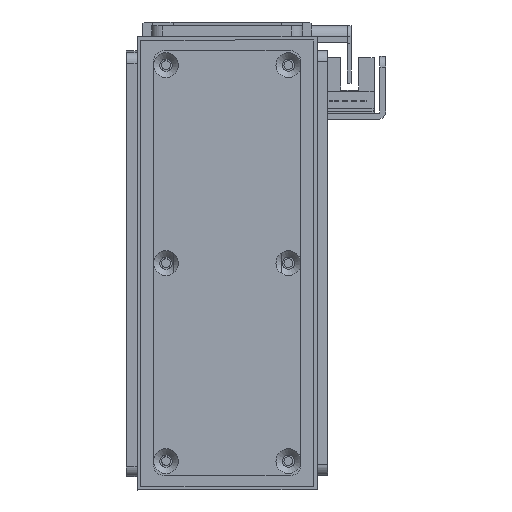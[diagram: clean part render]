
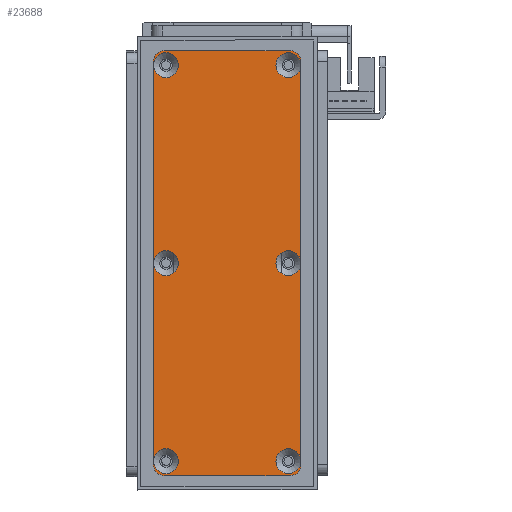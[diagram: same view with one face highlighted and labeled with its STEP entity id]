
A CAD part, front view. The second image highlights one B-rep face of the part: STEP entity #23688.
In plain terms, the highlighted face is planar.
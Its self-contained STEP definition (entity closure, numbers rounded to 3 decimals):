
#972=FACE_BOUND('',#4385,.T.);
#973=FACE_BOUND('',#4386,.T.);
#974=FACE_BOUND('',#4387,.T.);
#975=FACE_BOUND('',#4388,.T.);
#976=FACE_BOUND('',#4389,.T.);
#977=FACE_BOUND('',#4390,.T.);
#1564=PLANE('',#26397);
#2712=FACE_OUTER_BOUND('',#4384,.T.);
#4384=EDGE_LOOP('',(#21030,#21031,#21032,#21033,#21034,#21035,#21036,#21037));
#4385=EDGE_LOOP('',(#21038));
#4386=EDGE_LOOP('',(#21039));
#4387=EDGE_LOOP('',(#21040));
#4388=EDGE_LOOP('',(#21041));
#4389=EDGE_LOOP('',(#21042));
#4390=EDGE_LOOP('',(#21043));
#6409=LINE('',#40609,#8584);
#6413=LINE('',#40621,#8588);
#6417=LINE('',#40633,#8592);
#6421=LINE('',#40643,#8596);
#8584=VECTOR('',#32498,10.);
#8588=VECTOR('',#32510,10.);
#8592=VECTOR('',#32522,10.);
#8596=VECTOR('',#32534,10.);
#9777=CIRCLE('',#26351,3.45);
#9780=CIRCLE('',#26356,3.45);
#9783=CIRCLE('',#26361,3.45);
#9786=CIRCLE('',#26366,3.45);
#9789=CIRCLE('',#26371,3.45);
#9792=CIRCLE('',#26376,3.45);
#9796=CIRCLE('',#26382,3.);
#9798=CIRCLE('',#26386,3.);
#9800=CIRCLE('',#26390,3.);
#9802=CIRCLE('',#26394,3.);
#11798=VERTEX_POINT('',#40537);
#11801=VERTEX_POINT('',#40547);
#11804=VERTEX_POINT('',#40557);
#11807=VERTEX_POINT('',#40567);
#11810=VERTEX_POINT('',#40577);
#11813=VERTEX_POINT('',#40587);
#11818=VERTEX_POINT('',#40600);
#11819=VERTEX_POINT('',#40602);
#11821=VERTEX_POINT('',#40608);
#11823=VERTEX_POINT('',#40614);
#11825=VERTEX_POINT('',#40620);
#11827=VERTEX_POINT('',#40626);
#11829=VERTEX_POINT('',#40632);
#11831=VERTEX_POINT('',#40638);
#14907=EDGE_CURVE('',#11798,#11798,#9777,.T.);
#14912=EDGE_CURVE('',#11801,#11801,#9780,.T.);
#14917=EDGE_CURVE('',#11804,#11804,#9783,.T.);
#14922=EDGE_CURVE('',#11807,#11807,#9786,.T.);
#14927=EDGE_CURVE('',#11810,#11810,#9789,.T.);
#14932=EDGE_CURVE('',#11813,#11813,#9792,.T.);
#14939=EDGE_CURVE('',#11819,#11818,#9796,.T.);
#14942=EDGE_CURVE('',#11821,#11819,#6409,.T.);
#14945=EDGE_CURVE('',#11823,#11821,#9798,.T.);
#14948=EDGE_CURVE('',#11825,#11823,#6413,.T.);
#14951=EDGE_CURVE('',#11827,#11825,#9800,.T.);
#14954=EDGE_CURVE('',#11829,#11827,#6417,.T.);
#14957=EDGE_CURVE('',#11831,#11829,#9802,.T.);
#14960=EDGE_CURVE('',#11818,#11831,#6421,.T.);
#21030=ORIENTED_EDGE('',*,*,#14960,.T.);
#21031=ORIENTED_EDGE('',*,*,#14957,.T.);
#21032=ORIENTED_EDGE('',*,*,#14954,.T.);
#21033=ORIENTED_EDGE('',*,*,#14951,.T.);
#21034=ORIENTED_EDGE('',*,*,#14948,.T.);
#21035=ORIENTED_EDGE('',*,*,#14945,.T.);
#21036=ORIENTED_EDGE('',*,*,#14942,.T.);
#21037=ORIENTED_EDGE('',*,*,#14939,.T.);
#21038=ORIENTED_EDGE('',*,*,#14907,.T.);
#21039=ORIENTED_EDGE('',*,*,#14912,.T.);
#21040=ORIENTED_EDGE('',*,*,#14917,.T.);
#21041=ORIENTED_EDGE('',*,*,#14922,.T.);
#21042=ORIENTED_EDGE('',*,*,#14927,.T.);
#21043=ORIENTED_EDGE('',*,*,#14932,.T.);
#23688=ADVANCED_FACE('',(#2712,#972,#973,#974,#975,#976,#977),#1564,.T.);
#26351=AXIS2_PLACEMENT_3D('',#40538,#32417,#32418);
#26356=AXIS2_PLACEMENT_3D('',#40548,#32429,#32430);
#26361=AXIS2_PLACEMENT_3D('',#40558,#32441,#32442);
#26366=AXIS2_PLACEMENT_3D('',#40568,#32453,#32454);
#26371=AXIS2_PLACEMENT_3D('',#40578,#32465,#32466);
#26376=AXIS2_PLACEMENT_3D('',#40588,#32477,#32478);
#26382=AXIS2_PLACEMENT_3D('',#40603,#32492,#32493);
#26386=AXIS2_PLACEMENT_3D('',#40615,#32504,#32505);
#26390=AXIS2_PLACEMENT_3D('',#40627,#32516,#32517);
#26394=AXIS2_PLACEMENT_3D('',#40639,#32528,#32529);
#26397=AXIS2_PLACEMENT_3D('',#40645,#32537,#32538);
#32417=DIRECTION('center_axis',(0.,0.,-1.));
#32418=DIRECTION('ref_axis',(1.,0.,0.));
#32429=DIRECTION('center_axis',(0.,0.,-1.));
#32430=DIRECTION('ref_axis',(1.,0.,0.));
#32441=DIRECTION('center_axis',(0.,0.,-1.));
#32442=DIRECTION('ref_axis',(1.,0.,0.));
#32453=DIRECTION('center_axis',(0.,0.,-1.));
#32454=DIRECTION('ref_axis',(1.,0.,0.));
#32465=DIRECTION('center_axis',(0.,0.,-1.));
#32466=DIRECTION('ref_axis',(1.,0.,0.));
#32477=DIRECTION('center_axis',(0.,0.,-1.));
#32478=DIRECTION('ref_axis',(1.,0.,0.));
#32492=DIRECTION('center_axis',(0.,0.,1.));
#32493=DIRECTION('ref_axis',(-1.,0.,0.));
#32498=DIRECTION('',(0.,1.,0.));
#32504=DIRECTION('center_axis',(0.,0.,1.));
#32505=DIRECTION('ref_axis',(0.,1.,0.));
#32510=DIRECTION('',(1.,0.,0.));
#32516=DIRECTION('center_axis',(0.,0.,1.));
#32517=DIRECTION('ref_axis',(1.,0.,0.));
#32522=DIRECTION('',(0.,-1.,0.));
#32528=DIRECTION('center_axis',(0.,0.,1.));
#32529=DIRECTION('ref_axis',(0.,-1.,0.));
#32534=DIRECTION('',(-1.,0.,0.));
#32537=DIRECTION('center_axis',(0.,0.,1.));
#32538=DIRECTION('ref_axis',(1.,0.,0.));
#40537=CARTESIAN_POINT('',(110.55,3.5,3.));
#40538=CARTESIAN_POINT('Origin',(114.,3.5,3.));
#40547=CARTESIAN_POINT('',(55.55,37.5,3.));
#40548=CARTESIAN_POINT('Origin',(59.,37.5,3.));
#40557=CARTESIAN_POINT('',(55.55,3.5,3.));
#40558=CARTESIAN_POINT('Origin',(59.,3.5,3.));
#40567=CARTESIAN_POINT('',(0.55,37.5,3.));
#40568=CARTESIAN_POINT('Origin',(4.,37.5,3.));
#40577=CARTESIAN_POINT('',(110.55,37.5,3.));
#40578=CARTESIAN_POINT('Origin',(114.,37.5,3.));
#40587=CARTESIAN_POINT('',(0.55,3.5,3.));
#40588=CARTESIAN_POINT('Origin',(4.,3.5,3.));
#40600=CARTESIAN_POINT('',(115.,41.,3.));
#40602=CARTESIAN_POINT('',(118.,38.,3.));
#40603=CARTESIAN_POINT('Origin',(115.,38.,3.));
#40608=CARTESIAN_POINT('',(118.,3.,3.));
#40609=CARTESIAN_POINT('',(118.,38.,3.));
#40614=CARTESIAN_POINT('',(115.,0.,3.));
#40615=CARTESIAN_POINT('Origin',(115.,3.,3.));
#40620=CARTESIAN_POINT('',(3.,0.,3.));
#40621=CARTESIAN_POINT('',(115.,0.,3.));
#40626=CARTESIAN_POINT('',(0.,3.,3.));
#40627=CARTESIAN_POINT('Origin',(3.,3.,3.));
#40632=CARTESIAN_POINT('',(0.,38.,3.));
#40633=CARTESIAN_POINT('',(0.,3.,3.));
#40638=CARTESIAN_POINT('',(3.,41.,3.));
#40639=CARTESIAN_POINT('Origin',(3.,38.,3.));
#40643=CARTESIAN_POINT('',(3.,41.,3.));
#40645=CARTESIAN_POINT('Origin',(59.,20.5,3.));
